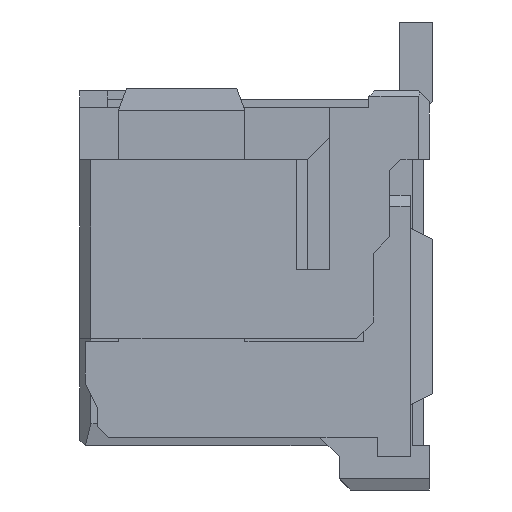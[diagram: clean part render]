
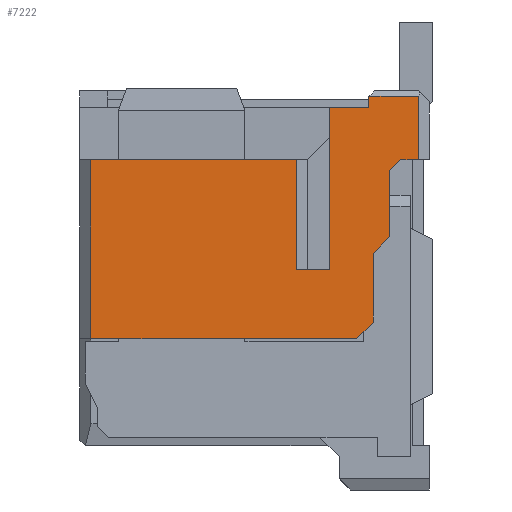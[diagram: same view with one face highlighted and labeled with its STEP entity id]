
A CAD part, left-side view. The second image highlights one B-rep face of the part: STEP entity #7222.
In plain terms, the highlighted planar face has unit normal (-1, 0, 0).
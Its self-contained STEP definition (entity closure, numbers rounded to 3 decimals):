
#753=DIRECTION('',(0.,0.,-1.));
#754=VECTOR('',#753,2.95);
#755=CARTESIAN_POINT('',(-5.15,-1.93,3.77));
#756=LINE('',#755,#754);
#761=DIRECTION('',(0.,0.,-1.));
#762=VECTOR('',#761,3.25);
#763=CARTESIAN_POINT('',(-5.15,2.4,2.82));
#764=LINE('',#763,#762);
#765=DIRECTION('',(0.,-1.,0.));
#766=VECTOR('',#765,3.73);
#767=CARTESIAN_POINT('',(-5.15,2.4,2.82));
#768=LINE('',#767,#766);
#769=DIRECTION('',(0.,0.,1.));
#770=VECTOR('',#769,2.);
#771=CARTESIAN_POINT('',(-5.15,-1.33,0.82));
#772=LINE('',#771,#770);
#773=DIRECTION('',(0.,1.,0.));
#774=VECTOR('',#773,0.6);
#775=CARTESIAN_POINT('',(-5.15,-1.93,0.82));
#776=LINE('',#775,#774);
#777=DIRECTION('',(0.,1.,0.));
#778=VECTOR('',#777,0.72);
#779=CARTESIAN_POINT('',(-5.15,-2.65,3.77));
#780=LINE('',#779,#778);
#781=DIRECTION('',(0.,0.,-1.));
#782=VECTOR('',#781,0.2);
#783=CARTESIAN_POINT('',(-5.15,-2.65,3.97));
#784=LINE('',#783,#782);
#785=DIRECTION('',(0.,1.,0.));
#786=VECTOR('',#785,0.9);
#787=CARTESIAN_POINT('',(-5.15,-3.55,3.97));
#788=LINE('',#787,#786);
#789=DIRECTION('',(0.,0.,1.));
#790=VECTOR('',#789,1.15);
#791=CARTESIAN_POINT('',(-5.15,-3.55,2.82));
#792=LINE('',#791,#790);
#793=DIRECTION('',(0.,1.,0.));
#794=VECTOR('',#793,0.32);
#795=CARTESIAN_POINT('',(-5.15,-3.55,2.82));
#796=LINE('',#795,#794);
#797=DIRECTION('',(0.,0.707,-0.707));
#798=VECTOR('',#797,0.283);
#799=CARTESIAN_POINT('',(-5.15,-3.23,2.82));
#800=LINE('',#799,#798);
#801=DIRECTION('',(0.,0.,-1.));
#802=VECTOR('',#801,1.2);
#803=CARTESIAN_POINT('',(-5.15,-3.03,2.62));
#804=LINE('',#803,#802);
#805=DIRECTION('',(0.,0.707,-0.707));
#806=VECTOR('',#805,0.424);
#807=CARTESIAN_POINT('',(-5.15,-3.03,1.42));
#808=LINE('',#807,#806);
#809=DIRECTION('',(0.,0.,-1.));
#810=VECTOR('',#809,1.25);
#811=CARTESIAN_POINT('',(-5.15,-2.73,1.12));
#812=LINE('',#811,#810);
#813=DIRECTION('',(0.,0.707,-0.707));
#814=VECTOR('',#813,0.424);
#815=CARTESIAN_POINT('',(-5.15,-2.73,-0.13));
#816=LINE('',#815,#814);
#817=DIRECTION('',(0.,-1.,0.));
#818=VECTOR('',#817,4.83);
#819=CARTESIAN_POINT('',(-5.15,2.4,-0.43));
#820=LINE('',#819,#818);
#4773=CARTESIAN_POINT('',(-5.15,-3.23,2.82));
#4774=CARTESIAN_POINT('',(-5.15,-3.03,2.62));
#4775=VERTEX_POINT('',#4773);
#4776=VERTEX_POINT('',#4774);
#4777=CARTESIAN_POINT('',(-5.15,-3.03,1.42));
#4778=VERTEX_POINT('',#4777);
#4779=CARTESIAN_POINT('',(-5.15,-2.73,1.12));
#4780=VERTEX_POINT('',#4779);
#4781=CARTESIAN_POINT('',(-5.15,-2.73,-0.13));
#4782=VERTEX_POINT('',#4781);
#4783=CARTESIAN_POINT('',(-5.15,-2.43,-0.43));
#4784=VERTEX_POINT('',#4783);
#4785=CARTESIAN_POINT('',(-5.15,-1.93,3.77));
#4787=VERTEX_POINT('',#4785);
#4793=CARTESIAN_POINT('',(-5.15,-2.65,3.77));
#4794=VERTEX_POINT('',#4793);
#5294=CARTESIAN_POINT('',(-5.15,-1.93,0.82));
#5295=CARTESIAN_POINT('',(-5.15,-1.33,0.82));
#5296=VERTEX_POINT('',#5294);
#5297=VERTEX_POINT('',#5295);
#5298=CARTESIAN_POINT('',(-5.15,-1.33,2.82));
#5299=VERTEX_POINT('',#5298);
#5330=CARTESIAN_POINT('',(-5.15,2.4,-0.43));
#5332=VERTEX_POINT('',#5330);
#5336=CARTESIAN_POINT('',(-5.15,2.4,2.82));
#5337=VERTEX_POINT('',#5336);
#5388=CARTESIAN_POINT('',(-5.15,-3.55,3.97));
#5389=CARTESIAN_POINT('',(-5.15,-2.65,3.97));
#5390=VERTEX_POINT('',#5388);
#5391=VERTEX_POINT('',#5389);
#5401=CARTESIAN_POINT('',(-5.15,-3.55,2.82));
#5403=VERTEX_POINT('',#5401);
#7185=CARTESIAN_POINT('',(-5.15,0.,0.445));
#7186=DIRECTION('',(-1.,0.,0.));
#7187=DIRECTION('',(0.,0.,1.));
#7188=AXIS2_PLACEMENT_3D('',#7185,#7186,#7187);
#7189=PLANE('',#7188);
#7191=ORIENTED_EDGE('',*,*,#7190,.F.);
#7192=ORIENTED_EDGE('',*,*,#7123,.T.);
#7194=ORIENTED_EDGE('',*,*,#7193,.F.);
#7196=ORIENTED_EDGE('',*,*,#7195,.F.);
#7197=ORIENTED_EDGE('',*,*,#7173,.F.);
#7199=ORIENTED_EDGE('',*,*,#7198,.F.);
#7201=ORIENTED_EDGE('',*,*,#7200,.F.);
#7203=ORIENTED_EDGE('',*,*,#7202,.F.);
#7205=ORIENTED_EDGE('',*,*,#7204,.F.);
#7207=ORIENTED_EDGE('',*,*,#7206,.T.);
#7209=ORIENTED_EDGE('',*,*,#7208,.T.);
#7211=ORIENTED_EDGE('',*,*,#7210,.T.);
#7213=ORIENTED_EDGE('',*,*,#7212,.T.);
#7215=ORIENTED_EDGE('',*,*,#7214,.T.);
#7217=ORIENTED_EDGE('',*,*,#7216,.T.);
#7219=ORIENTED_EDGE('',*,*,#7218,.F.);
#7220=EDGE_LOOP('',(#7191,#7192,#7194,#7196,#7197,#7199,#7201,#7203,#7205,#7207,
#7209,#7211,#7213,#7215,#7217,#7219));
#7221=FACE_OUTER_BOUND('',#7220,.F.);
#7222=ADVANCED_FACE('',(#7221),#7189,.T.);
#7123=EDGE_CURVE('',#5337,#5299,#768,.T.);
#7173=EDGE_CURVE('',#4787,#5296,#756,.T.);
#7190=EDGE_CURVE('',#5337,#5332,#764,.T.);
#7193=EDGE_CURVE('',#5297,#5299,#772,.T.);
#7195=EDGE_CURVE('',#5296,#5297,#776,.T.);
#7198=EDGE_CURVE('',#4794,#4787,#780,.T.);
#7200=EDGE_CURVE('',#5391,#4794,#784,.T.);
#7202=EDGE_CURVE('',#5390,#5391,#788,.T.);
#7204=EDGE_CURVE('',#5403,#5390,#792,.T.);
#7206=EDGE_CURVE('',#5403,#4775,#796,.T.);
#7208=EDGE_CURVE('',#4775,#4776,#800,.T.);
#7210=EDGE_CURVE('',#4776,#4778,#804,.T.);
#7212=EDGE_CURVE('',#4778,#4780,#808,.T.);
#7214=EDGE_CURVE('',#4780,#4782,#812,.T.);
#7216=EDGE_CURVE('',#4782,#4784,#816,.T.);
#7218=EDGE_CURVE('',#5332,#4784,#820,.T.);
